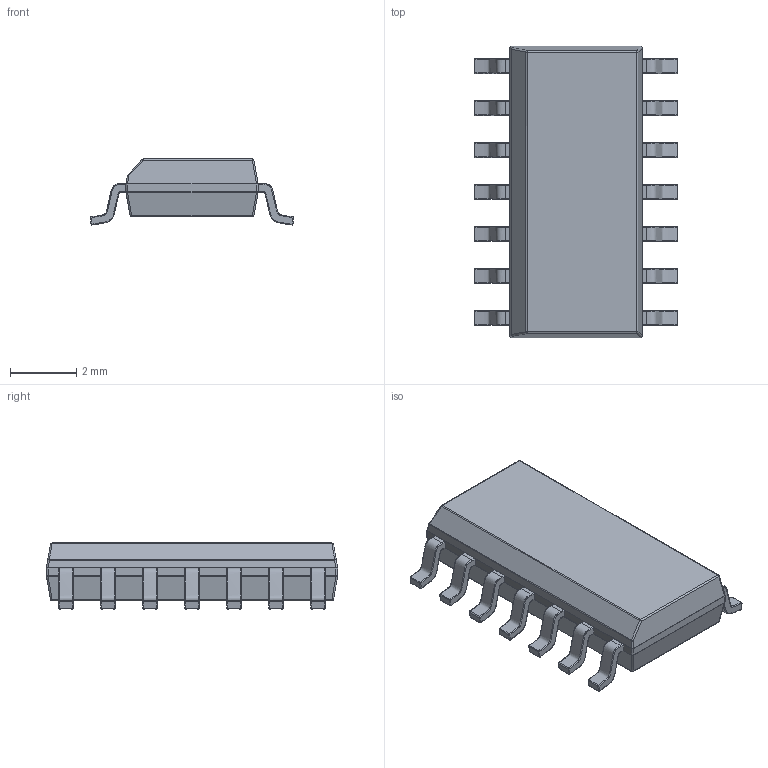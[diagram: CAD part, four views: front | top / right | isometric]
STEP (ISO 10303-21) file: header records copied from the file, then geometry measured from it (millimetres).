
FILE_DESCRIPTION(('FreeCAD Model'),'2;1');
FILE_NAME('Fusion.step', '2017-02-08T10:18:12',('kicad StepUp'),('ksu MCAD'), 'Open CASCADE STEP processor 6.8','FreeCAD','Unknown');
FILE_SCHEMA(('AUTOMOTIVE_DESIGN_CC2 { 1 2 10303 214 -1 1 5 4 }'));
Products named in the file (1): Fusion
Bounding box: 6.16 x 8.81 x 2 mm (x, y, z)
Volume: 60.9 mm3; surface area: 138.6 mm2
Topology: 1 solids, 1 shells, 484 faces, 1104 edges, 622 vertices
Faces by surface type: bspline 427, plane 57
Entity records: 43674 total; most frequent: CARTESIAN_POINT 33764, ORIENTED_EDGE 2208, EDGE_CURVE 1104, B_SPLINE_CURVE_WITH_KNOTS 706, VERTEX_POINT 622, ADVANCED_FACE 484, FACE_BOUND 484, EDGE_LOOP 484
